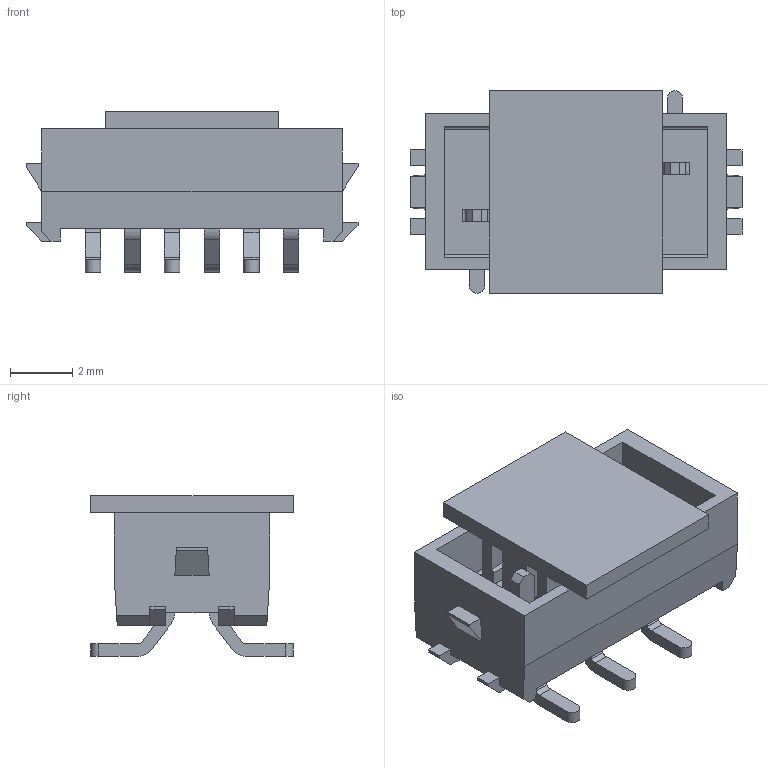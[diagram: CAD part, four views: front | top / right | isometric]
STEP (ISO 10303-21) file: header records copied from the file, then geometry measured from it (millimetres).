
FILE_DESCRIPTION(/* description */ ('Unknown'),/* implementation_level */ '2;1');
FILE_NAME(/* name */ '690357280676',/* time_stamp */ '2022-07-18T16:31:18+02:00',/* author */ ('Unknown'),/* organization */ ('Unknown'),/* preprocessor_version */ 'ST-DEVELOPER v16.7',/* originating_system */ 'Solid Edge',/* authorisation */ 'Unknown');
FILE_SCHEMA (('AUTOMOTIVE_DESIGN {1 0 10303 214 3 1 1}'));
Length unit declared in the file: millimetre
Products named in the file (4): 69035728xx76; 690357280676; Pin; Pick Pad
Assembly tree (8 placements, depth 2):
  69035728xx76
    690357280676
    Pin  x6
    Pick Pad
Bounding box: 10.65 x 6.5 x 5.15 mm (x, y, z)
Volume: 132.8 mm3; surface area: 511.9 mm2
Topology: 8 solids, 8 shells, 333 faces, 918 edges, 604 vertices
Faces by surface type: plane 265, cylinder 68
Entity records: 5663 total; most frequent: CARTESIAN_POINT 994, ORIENTED_EDGE 976, DIRECTION 878, EDGE_CURVE 488, LINE 462, VECTOR 462, VERTEX_POINT 324, AXIS2_PLACEMENT_3D 208
